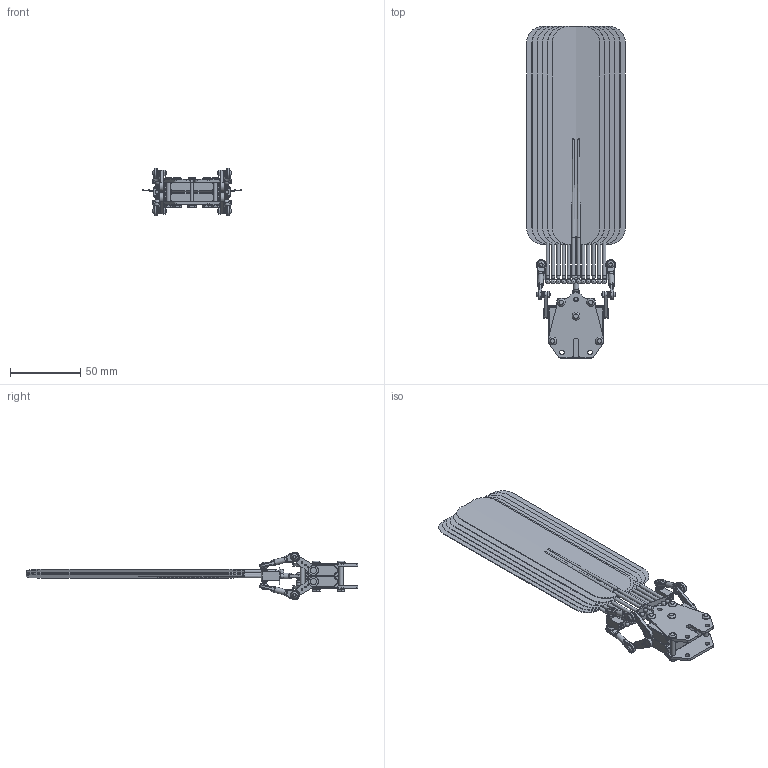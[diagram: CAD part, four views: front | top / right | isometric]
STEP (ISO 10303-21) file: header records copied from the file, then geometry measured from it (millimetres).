
FILE_DESCRIPTION(/* description */ ('CAx-IF Rec.Pracs.---Representation and Presentation of Product Manufacturing Information (PMI)---4.0---2014-10-13','CAx-IF Rec.Pracs.---3D Tessellated Geometry---0.4---2014-09-14','2;1'),/* implementation_level */ '2;1');
FILE_NAME(/* name */ 'a_tail',/* time_stamp */ '2025-03-14T19:35:16+01:00',/* author */ (''),/* organization */ (''),/* preprocessor_version */ 'ST-DEVELOPER v20',/* originating_system */ 'SIEMENS PLM Software NX2412.4001',/* authorisation */ $);
FILE_SCHEMA (('AP242_MANAGED_MODEL_BASED_3D_ENGINEERING_MIM_LF { 1 0 10303 442 3 1 4 }'));
Length unit declared in the file: millimetre
Products named in the file (9): a_tail; m_tail_spring_straight; m_balllink_long; m_ballink_singlemate; m_ballink_doublemate; m_balllink_short; m_kst_horn; m_tail_base; m_kst_a08n
Assembly tree (24 placements, depth 2):
  a_tail
    m_tail_spring_straight
    m_balllink_long  x5
    m_ballink_singlemate
    m_ballink_doublemate  x4
    m_balllink_short  x4
    m_kst_horn  x4
    m_tail_base
    m_kst_a08n  x4
Bounding box: 70.11 x 235.65 x 33.89 mm (x, y, z)
Volume: 47051.3 mm3; surface area: 134800.6 mm2
Topology: 52 solids, 52 shells, 1369 faces, 3425 edges, 2210 vertices
Faces by surface type: plane 592, cylinder 416, torus 125, cone 111, bspline 77, sphere 48
Full cylindrical faces by diameter (mm): 0.7 x24, 0.8 x4, 1.2 x16, 1.6 x2, 1.8 x2, 2 x14, 2.4 x14, 2.5 x1, 2.6 x1, 3 x4, 3.2 x25, 3.3 x2, 4 x9, 4.4 x4, 4.5 x3, 4.6 x5, 5.6 x5, 6 x1, 7 x4
Entity records: 23925 total; most frequent: CARTESIAN_POINT 5622, DIRECTION 3683, ORIENTED_EDGE 3482, EDGE_CURVE 1741, AXIS2_PLACEMENT_3D 1437, VERTEX_POINT 1222, EDGE_LOOP 1067, FACE_BOUND 1067
